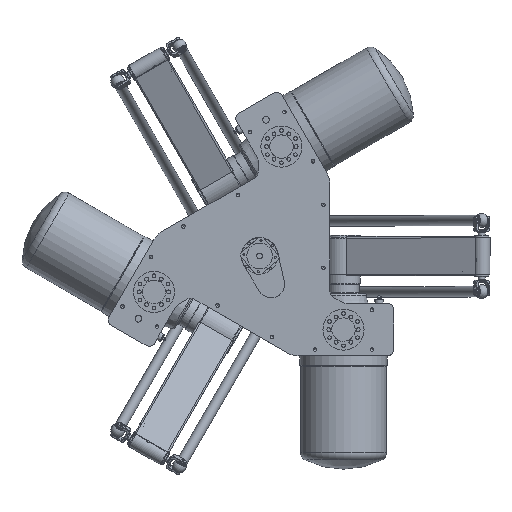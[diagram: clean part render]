
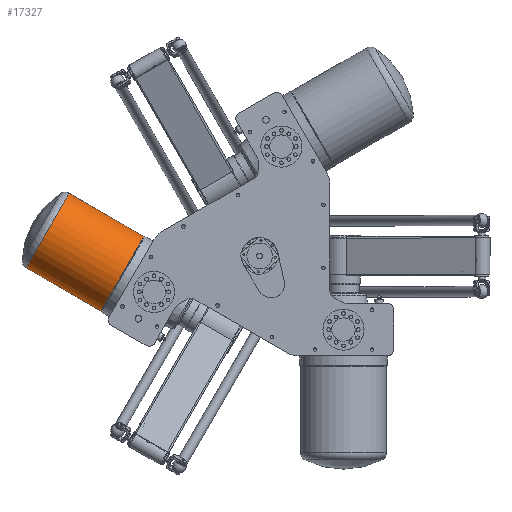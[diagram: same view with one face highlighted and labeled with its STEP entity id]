
A CAD part, top view. The second image highlights one B-rep face of the part: STEP entity #17327.
In plain terms, the highlighted cylindrical face has radius 102.5 mm (diameter 205 mm), a full revolution.
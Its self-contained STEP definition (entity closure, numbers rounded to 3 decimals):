
#3844=FACE_BOUND('',#6012,.T.);
#4650=FACE_OUTER_BOUND('',#6011,.T.);
#6011=EDGE_LOOP('',(#14103));
#6012=EDGE_LOOP('',(#14104));
#7463=CIRCLE('',#19074,102.5);
#7464=CIRCLE('',#19076,102.5);
#8777=VERTEX_POINT('',#30572);
#8778=VERTEX_POINT('',#30575);
#10742=EDGE_CURVE('',#8777,#8777,#7463,.T.);
#10743=EDGE_CURVE('',#8778,#8778,#7464,.T.);
#14103=ORIENTED_EDGE('',*,*,#10743,.T.);
#14104=ORIENTED_EDGE('',*,*,#10742,.F.);
#16713=CYLINDRICAL_SURFACE('',#19075,102.5);
#17327=ADVANCED_FACE('',(#4650,#3844),#16713,.T.);
#19074=AXIS2_PLACEMENT_3D('',#30573,#22703,#22704);
#19075=AXIS2_PLACEMENT_3D('',#30574,#22705,#22706);
#19076=AXIS2_PLACEMENT_3D('',#30576,#22707,#22708);
#22703=DIRECTION('center_axis',(1.,0.,0.));
#22704=DIRECTION('ref_axis',(0.,0.,-1.));
#22705=DIRECTION('center_axis',(1.,0.,0.));
#22706=DIRECTION('ref_axis',(0.,1.,0.));
#22707=DIRECTION('center_axis',(1.,0.,0.));
#22708=DIRECTION('ref_axis',(0.,1.,0.));
#30572=CARTESIAN_POINT('',(-87.048,0.,102.5));
#30573=CARTESIAN_POINT('Origin',(-87.048,0.,0.));
#30574=CARTESIAN_POINT('Origin',(-173.049,0.,0.));
#30575=CARTESIAN_POINT('',(-292.597,102.5,0.));
#30576=CARTESIAN_POINT('Origin',(-292.597,0.,0.));
